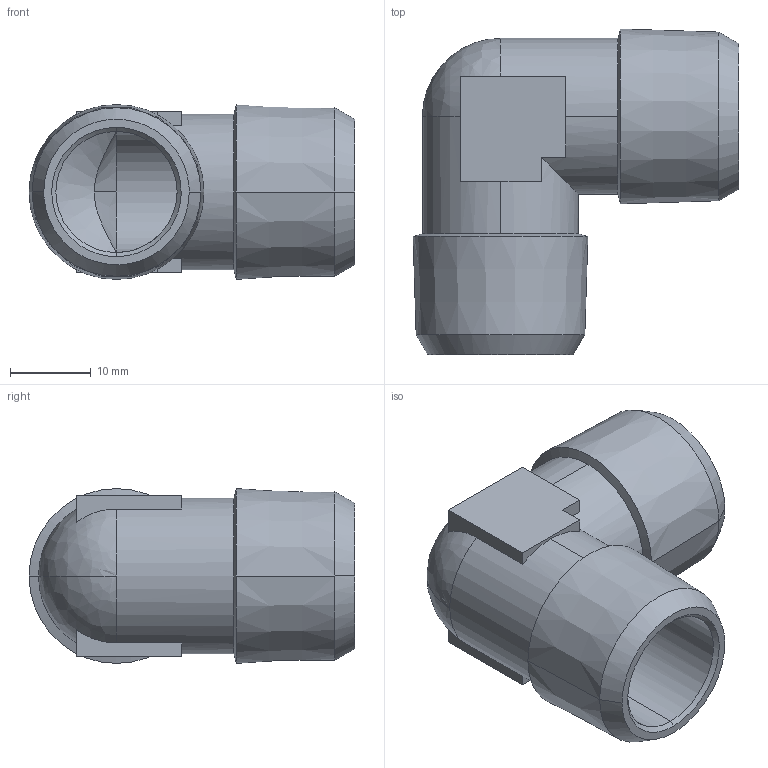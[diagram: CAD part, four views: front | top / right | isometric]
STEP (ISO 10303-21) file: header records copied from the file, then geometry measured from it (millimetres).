
FILE_DESCRIPTION (( 'STEP AP214' ), '1' );
FILE_NAME ('DRF.MM04_L.STEP', '2018-09-03T10:24:54', ( '' ), ( '' ), 'SwSTEP 2.0', 'SolidWorks 2018', '' );
FILE_SCHEMA (( 'AUTOMOTIVE_DESIGN' ));
Length unit declared in the file: millimetre
Products named in the file (1): DRF.MM04_L
Bounding box: 40.32 x 40.32 x 21.63 mm (x, y, z)
Volume: 8769.2 mm3; surface area: 6778.9 mm2
Topology: 1 solids, 1 shells, 45 faces, 113 edges, 68 vertices
Faces by surface type: cone 19, plane 16, cylinder 8, bspline 2
Entity records: 1810 total; most frequent: CARTESIAN_POINT 736, ORIENTED_EDGE 222, DIRECTION 209, EDGE_CURVE 111, AXIS2_PLACEMENT_3D 76, VERTEX_POINT 68, LINE 57, VECTOR 57
